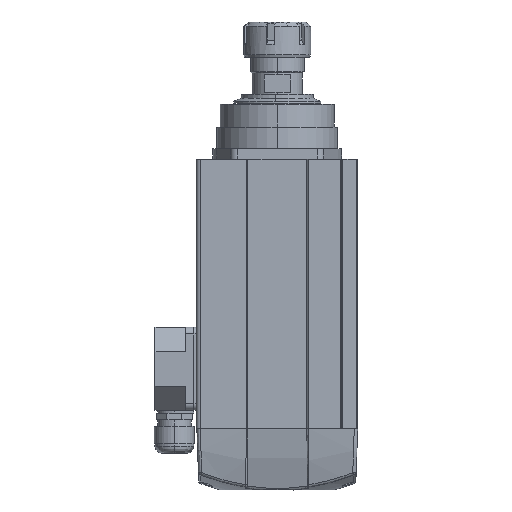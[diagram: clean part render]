
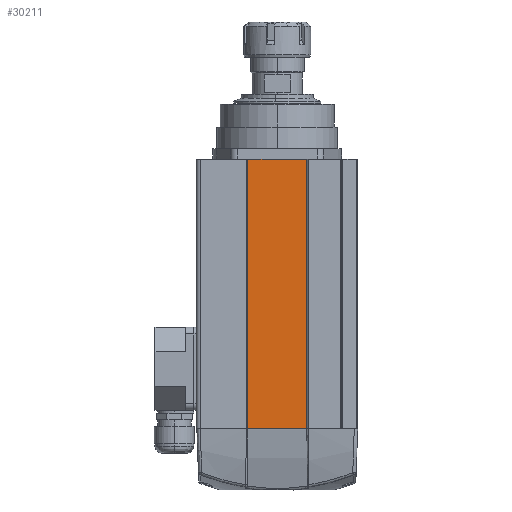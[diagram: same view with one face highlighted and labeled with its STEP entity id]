
A CAD part, left-side view. The second image highlights one B-rep face of the part: STEP entity #30211.
In plain terms, the highlighted planar face has unit normal (-1, 0, 0).
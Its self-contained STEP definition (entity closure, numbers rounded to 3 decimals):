
#1065 = FACE_OUTER_BOUND ( 'NONE', #9363, .T. ) ;
#1309 = LINE ( 'NONE', #30110, #20855 ) ;
#2153 = CARTESIAN_POINT ( 'NONE',  ( -11214.356, -7675.504, 201. ) ) ;
#3320 = CARTESIAN_POINT ( 'NONE',  ( -11214.356, -7631.504, 0. ) ) ;
#3704 = EDGE_CURVE ( 'NONE', #16746, #21718, #1309, .T. ) ;
#4464 = CARTESIAN_POINT ( 'NONE',  ( -11214.356, -7631.504, 201. ) ) ;
#7481 = ORIENTED_EDGE ( 'NONE', *, *, #10998, .T. ) ;
#9363 = EDGE_LOOP ( 'NONE', ( #11563, #25578, #28914, #7481 ) ) ;
#9805 = DIRECTION ( 'NONE',  ( 0., 0., -1. ) ) ;
#10440 = CARTESIAN_POINT ( 'NONE',  ( -11214.356, -7675.504, 201. ) ) ;
#10998 = EDGE_CURVE ( 'NONE', #16981, #28121, #19367, .T. ) ;
#11420 = VECTOR ( 'NONE', #30793, 1000. ) ;
#11563 = ORIENTED_EDGE ( 'NONE', *, *, #17998, .F. ) ;
#12707 = DIRECTION ( 'NONE',  ( 0., -1., 0. ) ) ;
#13910 = CARTESIAN_POINT ( 'NONE',  ( -11214.356, -7675.504, 0. ) ) ;
#16188 = VECTOR ( 'NONE', #27744, 1000. ) ;
#16746 = VERTEX_POINT ( 'NONE', #19535 ) ;
#16981 = VERTEX_POINT ( 'NONE', #3320 ) ;
#17718 = LINE ( 'NONE', #2153, #20086 ) ;
#17823 = LINE ( 'NONE', #28155, #11420 ) ;
#17998 = EDGE_CURVE ( 'NONE', #21718, #28121, #17718, .T. ) ;
#19367 = LINE ( 'NONE', #22577, #16188 ) ;
#19535 = CARTESIAN_POINT ( 'NONE',  ( -11214.356, -7631.504, 201. ) ) ;
#20086 = VECTOR ( 'NONE', #22559, 1000. ) ;
#20855 = VECTOR ( 'NONE', #12707, 1000. ) ;
#21718 = VERTEX_POINT ( 'NONE', #10440 ) ;
#22559 = DIRECTION ( 'NONE',  ( 0., 0., -1. ) ) ;
#22577 = CARTESIAN_POINT ( 'NONE',  ( -11214.356, -7631.504, 0. ) ) ;
#23630 = EDGE_CURVE ( 'NONE', #16981, #16746, #17823, .T. ) ;
#25578 = ORIENTED_EDGE ( 'NONE', *, *, #3704, .F. ) ;
#27744 = DIRECTION ( 'NONE',  ( 0., -1., 0. ) ) ;
#28121 = VERTEX_POINT ( 'NONE', #13910 ) ;
#28155 = CARTESIAN_POINT ( 'NONE',  ( -11214.356, -7631.504, 201. ) ) ;
#28914 = ORIENTED_EDGE ( 'NONE', *, *, #23630, .F. ) ;
#29889 = PLANE ( 'NONE',  #30580 ) ;
#30110 = CARTESIAN_POINT ( 'NONE',  ( -11214.356, -7596.504, 201. ) ) ;
#30211 = ADVANCED_FACE ( 'NONE', ( #1065 ), #29889, .F. ) ;
#30580 = AXIS2_PLACEMENT_3D ( 'NONE', #4464, #32545, #9805 ) ;
#30793 = DIRECTION ( 'NONE',  ( 0., 0., 1. ) ) ;
#32545 = DIRECTION ( 'NONE',  ( 1., 0., 0. ) ) ;
